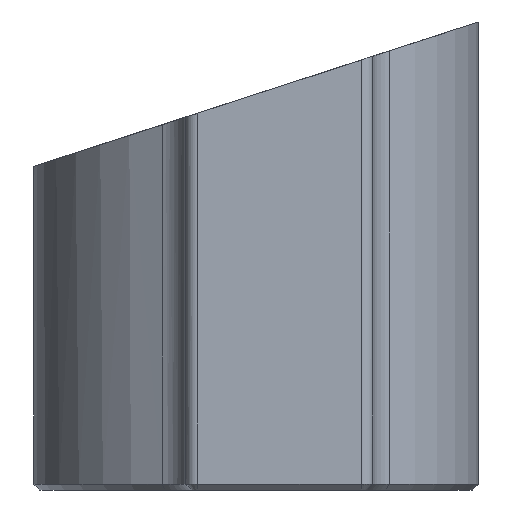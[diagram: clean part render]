
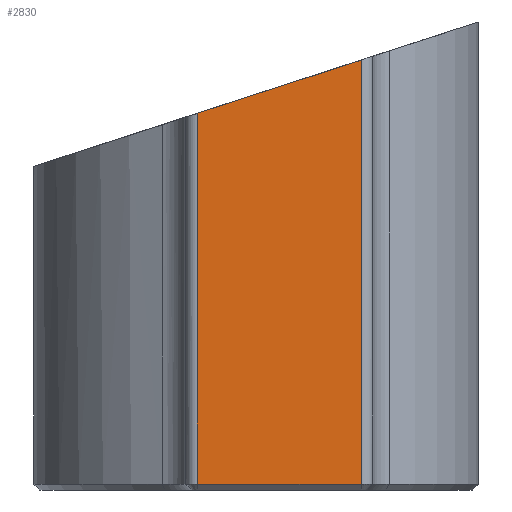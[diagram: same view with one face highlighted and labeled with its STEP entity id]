
A CAD part, left-side view. The second image highlights one B-rep face of the part: STEP entity #2830.
In plain terms, the highlighted planar face has unit normal (-1, 0, 0).
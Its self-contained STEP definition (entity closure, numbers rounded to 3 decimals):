
#226=PLANE('',#3181);
#405=FACE_OUTER_BOUND('',#597,.T.);
#597=EDGE_LOOP('',(#2606,#2607,#2608,#2609));
#732=LINE('',#4509,#956);
#772=LINE('',#4627,#996);
#807=LINE('',#5510,#1031);
#810=LINE('',#5515,#1034);
#956=VECTOR('',#3620,10.);
#996=VECTOR('',#3754,10.);
#1031=VECTOR('',#4005,10.);
#1034=VECTOR('',#4012,10.);
#1309=VERTEX_POINT('',#4503);
#1310=VERTEX_POINT('',#4507);
#1340=VERTEX_POINT('',#4624);
#1341=VERTEX_POINT('',#4626);
#1617=EDGE_CURVE('',#1310,#1309,#732,.T.);
#1676=EDGE_CURVE('',#1341,#1340,#772,.T.);
#1789=EDGE_CURVE('',#1309,#1340,#807,.T.);
#1792=EDGE_CURVE('',#1341,#1310,#810,.T.);
#2606=ORIENTED_EDGE('',*,*,#1617,.F.);
#2607=ORIENTED_EDGE('',*,*,#1792,.F.);
#2608=ORIENTED_EDGE('',*,*,#1676,.T.);
#2609=ORIENTED_EDGE('',*,*,#1789,.F.);
#2830=ADVANCED_FACE('',(#405),#226,.F.);
#3181=AXIS2_PLACEMENT_3D('',#5559,#4078,#4079);
#3620=DIRECTION('',(0.,1.,0.));
#3754=DIRECTION('',(0.,0.951,-0.309));
#4005=DIRECTION('',(0.,0.,1.));
#4012=DIRECTION('',(0.,0.,-1.));
#4078=DIRECTION('center_axis',(1.,0.,0.));
#4079=DIRECTION('ref_axis',(0.,0.,-1.));
#4503=CARTESIAN_POINT('',(-70.5,2.5,0.25));
#4507=CARTESIAN_POINT('',(-70.5,-4.5,0.25));
#4509=CARTESIAN_POINT('',(-70.5,1.5,0.25));
#4624=CARTESIAN_POINT('',(-70.5,2.5,16.101));
#4626=CARTESIAN_POINT('',(-70.5,-4.5,18.375));
#4627=CARTESIAN_POINT('',(-70.5,-5.317,18.641));
#5510=CARTESIAN_POINT('',(-70.5,2.5,20.));
#5515=CARTESIAN_POINT('',(-70.5,-4.5,20.));
#5559=CARTESIAN_POINT('Origin',(-70.5,3.,20.));
